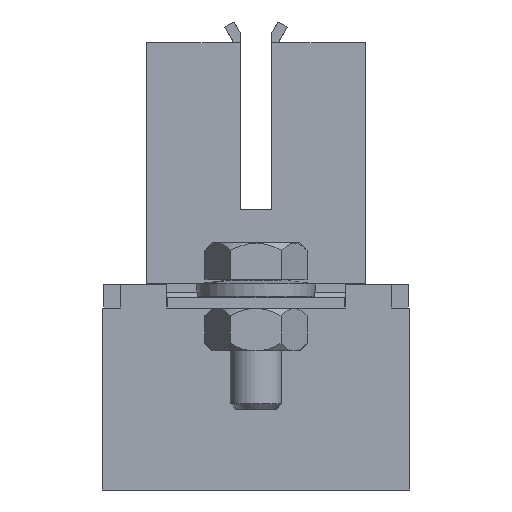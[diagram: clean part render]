
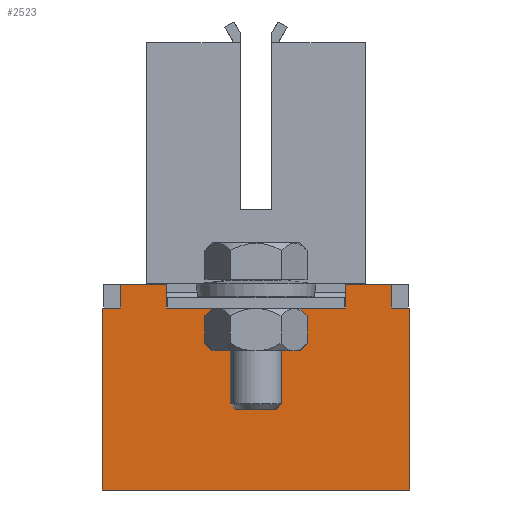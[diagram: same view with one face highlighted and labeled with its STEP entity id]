
A CAD part, front view. The second image highlights one B-rep face of the part: STEP entity #2523.
In plain terms, the highlighted planar face has unit normal (0, -1, 0).
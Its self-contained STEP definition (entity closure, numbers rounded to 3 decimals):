
#2450=AXIS2_PLACEMENT_3D('Plane Axis2P3D',#2447,#2448,#2449) ;
#1834=CARTESIAN_POINT('Vertex',(-14.6,-88.,35.)) ;
#1837=CARTESIAN_POINT('Line Origine',(-12.8,-88.,35.)) ;
#1841=CARTESIAN_POINT('Vertex',(-11.,-88.,35.)) ;
#1876=CARTESIAN_POINT('Vertex',(-2.3,-88.,35.)) ;
#1879=CARTESIAN_POINT('Line Origine',(15.,-88.,35.)) ;
#1883=CARTESIAN_POINT('Vertex',(32.3,-88.,35.)) ;
#1918=CARTESIAN_POINT('Vertex',(41.,-88.,35.)) ;
#1921=CARTESIAN_POINT('Line Origine',(42.8,-88.,35.)) ;
#1925=CARTESIAN_POINT('Vertex',(44.6,-88.,35.)) ;
#2447=CARTESIAN_POINT('Axis2P3D Location',(0.,-88.,0.)) ;
#2452=CARTESIAN_POINT('Line Origine',(32.3,-88.,37.25)) ;
#2456=CARTESIAN_POINT('Vertex',(32.3,-88.,39.5)) ;
#2459=CARTESIAN_POINT('Line Origine',(-2.3,-88.,37.25)) ;
#2463=CARTESIAN_POINT('Vertex',(-2.3,-88.,39.5)) ;
#2466=CARTESIAN_POINT('Line Origine',(-6.65,-88.,39.5)) ;
#2470=CARTESIAN_POINT('Vertex',(-11.,-88.,39.5)) ;
#2473=CARTESIAN_POINT('Line Origine',(-11.,-88.,37.25)) ;
#2478=CARTESIAN_POINT('Line Origine',(-14.6,-88.,17.5)) ;
#2482=CARTESIAN_POINT('Vertex',(-14.6,-88.,0.)) ;
#2485=CARTESIAN_POINT('Line Origine',(15.,-88.,0.)) ;
#2489=CARTESIAN_POINT('Vertex',(44.6,-88.,0.)) ;
#2492=CARTESIAN_POINT('Line Origine',(44.6,-88.,17.5)) ;
#2497=CARTESIAN_POINT('Line Origine',(41.,-88.,37.25)) ;
#2501=CARTESIAN_POINT('Vertex',(41.,-88.,39.5)) ;
#2504=CARTESIAN_POINT('Line Origine',(36.65,-88.,39.5)) ;
#1838=DIRECTION('Vector Direction',(-1.,0.,0.)) ;
#1880=DIRECTION('Vector Direction',(-1.,0.,0.)) ;
#1922=DIRECTION('Vector Direction',(-1.,0.,0.)) ;
#2448=DIRECTION('Axis2P3D Direction',(0.,-1.,0.)) ;
#2449=DIRECTION('Axis2P3D XDirection',(0.,0.,1.)) ;
#2453=DIRECTION('Vector Direction',(0.,0.,1.)) ;
#2460=DIRECTION('Vector Direction',(0.,0.,1.)) ;
#2467=DIRECTION('Vector Direction',(-1.,0.,0.)) ;
#2474=DIRECTION('Vector Direction',(0.,0.,1.)) ;
#2479=DIRECTION('Vector Direction',(0.,0.,1.)) ;
#2486=DIRECTION('Vector Direction',(-1.,0.,0.)) ;
#2493=DIRECTION('Vector Direction',(0.,0.,1.)) ;
#2498=DIRECTION('Vector Direction',(0.,0.,1.)) ;
#2505=DIRECTION('Vector Direction',(1.,0.,0.)) ;
#1839=VECTOR('Line Direction',#1838,1.) ;
#1881=VECTOR('Line Direction',#1880,1.) ;
#1923=VECTOR('Line Direction',#1922,1.) ;
#2454=VECTOR('Line Direction',#2453,1.) ;
#2461=VECTOR('Line Direction',#2460,1.) ;
#2468=VECTOR('Line Direction',#2467,1.) ;
#2475=VECTOR('Line Direction',#2474,1.) ;
#2480=VECTOR('Line Direction',#2479,1.) ;
#2487=VECTOR('Line Direction',#2486,1.) ;
#2494=VECTOR('Line Direction',#2493,1.) ;
#2499=VECTOR('Line Direction',#2498,1.) ;
#2506=VECTOR('Line Direction',#2505,1.) ;
#2510=ORIENTED_EDGE('',*,*,#2458,.F.) ;
#2511=ORIENTED_EDGE('',*,*,#1885,.T.) ;
#2512=ORIENTED_EDGE('',*,*,#2465,.T.) ;
#2513=ORIENTED_EDGE('',*,*,#2472,.F.) ;
#2514=ORIENTED_EDGE('',*,*,#2477,.F.) ;
#2515=ORIENTED_EDGE('',*,*,#1843,.T.) ;
#2516=ORIENTED_EDGE('',*,*,#2484,.T.) ;
#2517=ORIENTED_EDGE('',*,*,#2491,.F.) ;
#2518=ORIENTED_EDGE('',*,*,#2496,.F.) ;
#2519=ORIENTED_EDGE('',*,*,#1927,.T.) ;
#2520=ORIENTED_EDGE('',*,*,#2503,.T.) ;
#2521=ORIENTED_EDGE('',*,*,#2508,.F.) ;
#2523=ADVANCED_FACE('Hauptkoerper_nicht_benutzen',(#2522),#2451,.T.) ;
#1843=EDGE_CURVE('',#1842,#1835,#1840,.T.) ;
#1885=EDGE_CURVE('',#1884,#1877,#1882,.T.) ;
#1927=EDGE_CURVE('',#1926,#1919,#1924,.T.) ;
#2458=EDGE_CURVE('',#1884,#2457,#2455,.T.) ;
#2465=EDGE_CURVE('',#1877,#2464,#2462,.T.) ;
#2472=EDGE_CURVE('',#2471,#2464,#2469,.F.) ;
#2477=EDGE_CURVE('',#1842,#2471,#2476,.T.) ;
#2484=EDGE_CURVE('',#1835,#2483,#2481,.F.) ;
#2491=EDGE_CURVE('',#2490,#2483,#2488,.T.) ;
#2496=EDGE_CURVE('',#1926,#2490,#2495,.F.) ;
#2503=EDGE_CURVE('',#1919,#2502,#2500,.T.) ;
#2508=EDGE_CURVE('',#2457,#2502,#2507,.T.) ;
#2509=EDGE_LOOP('',(#2510,#2511,#2512,#2513,#2514,#2515,#2516,#2517,#2518,#2519,#2520,#2521)) ;
#2522=FACE_OUTER_BOUND('',#2509,.T.) ;
#1840=LINE('Line',#1837,#1839) ;
#1882=LINE('Line',#1879,#1881) ;
#1924=LINE('Line',#1921,#1923) ;
#2455=LINE('Line',#2452,#2454) ;
#2462=LINE('Line',#2459,#2461) ;
#2469=LINE('Line',#2466,#2468) ;
#2476=LINE('Line',#2473,#2475) ;
#2481=LINE('Line',#2478,#2480) ;
#2488=LINE('Line',#2485,#2487) ;
#2495=LINE('Line',#2492,#2494) ;
#2500=LINE('Line',#2497,#2499) ;
#2507=LINE('Line',#2504,#2506) ;
#2451=PLANE('Plane',#2450) ;
#1835=VERTEX_POINT('',#1834) ;
#1842=VERTEX_POINT('',#1841) ;
#1877=VERTEX_POINT('',#1876) ;
#1884=VERTEX_POINT('',#1883) ;
#1919=VERTEX_POINT('',#1918) ;
#1926=VERTEX_POINT('',#1925) ;
#2457=VERTEX_POINT('',#2456) ;
#2464=VERTEX_POINT('',#2463) ;
#2471=VERTEX_POINT('',#2470) ;
#2483=VERTEX_POINT('',#2482) ;
#2490=VERTEX_POINT('',#2489) ;
#2502=VERTEX_POINT('',#2501) ;
